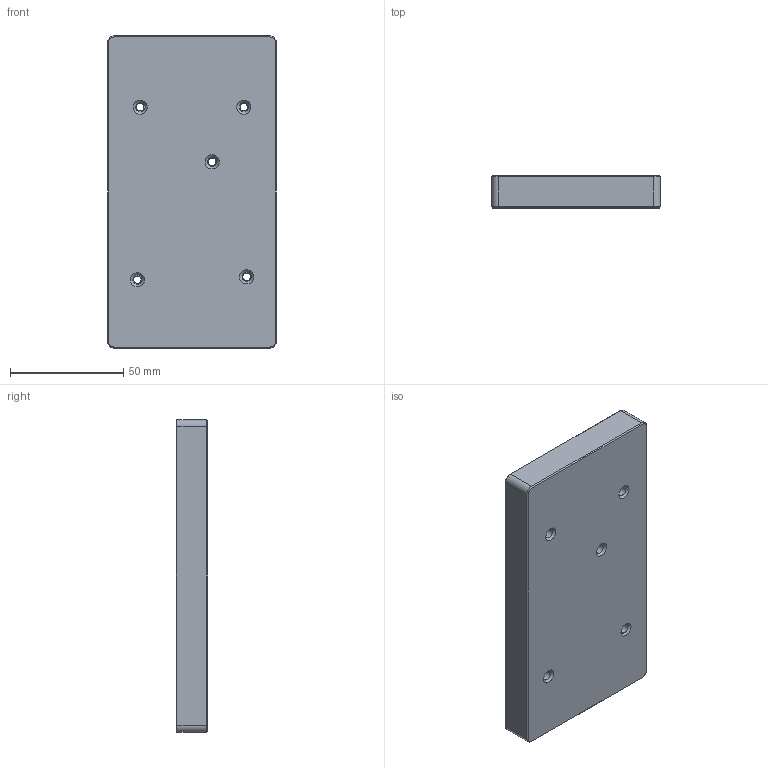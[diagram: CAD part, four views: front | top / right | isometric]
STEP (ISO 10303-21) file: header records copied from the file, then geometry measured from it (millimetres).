
FILE_DESCRIPTION(/* description */ (''),/* implementation_level */ '2;1');
FILE_NAME(/* name */ 'STM32 Nucleo-144 Case v4.step',/* time_stamp */ '2024-02-23T10:42:37+01:00',/* author */ (''),/* organization */ (''),/* preprocessor_version */ 'ST-DEVELOPER v20',/* originating_system */ 'Autodesk Translation Framework v12.20.1.177',/* authorisation */ '');
FILE_SCHEMA (('AUTOMOTIVE_DESIGN { 1 0 10303 214 3 1 1 }'));
Length unit declared in the file: millimetre
Products named in the file (1): STM32 Nucleo-144 Case
Bounding box: 74.6 x 14 x 137.9 mm (x, y, z)
Volume: 37620.8 mm3; surface area: 32354.1 mm2
Topology: 1 solids, 1 shells, 111 faces, 244 edges, 147 vertices
Faces by surface type: plane 48, cone 36, cylinder 27
Full cylindrical faces by diameter (mm): 3.3 x5, 4.3 x5, 7 x2
Entity records: 3076 total; most frequent: DIRECTION 569, CARTESIAN_POINT 509, ORIENTED_EDGE 488, EDGE_CURVE 244, AXIS2_PLACEMENT_3D 216, VERTEX_POINT 147, LINE 137, VECTOR 137
